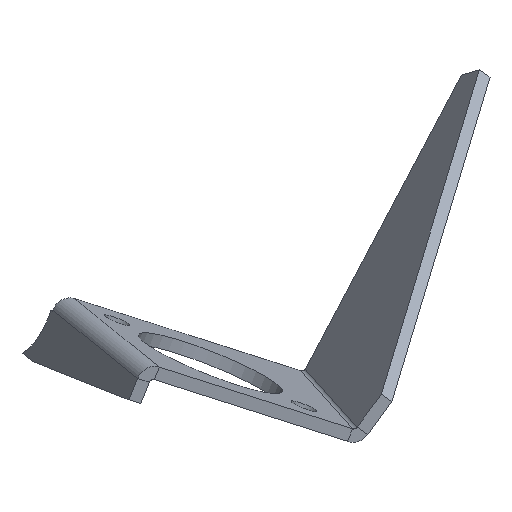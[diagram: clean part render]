
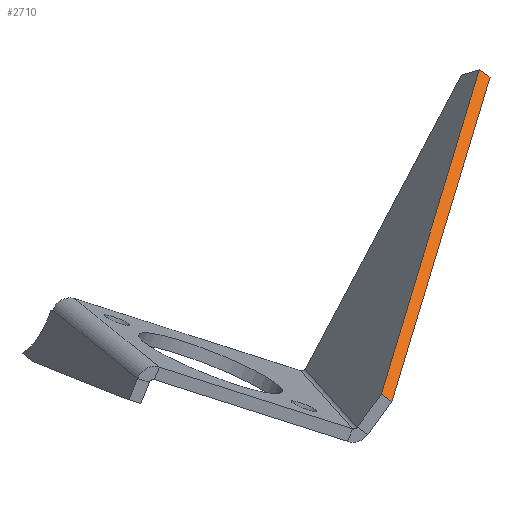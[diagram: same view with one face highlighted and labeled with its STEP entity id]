
A CAD part, isometric view. The second image highlights one B-rep face of the part: STEP entity #2710.
In plain terms, the highlighted planar face has unit normal (0.23, -0.602, 0.764).
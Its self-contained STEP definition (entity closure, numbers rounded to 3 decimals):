
#2223 = PLANE('',#2224);
#2224 = AXIS2_PLACEMENT_3D('',#2225,#2226,#2227);
#2225 = CARTESIAN_POINT('',(38.923,-17.432,
    -37.895));
#2226 = DIRECTION('',(0.509,-0.595,-0.622));
#2227 = DIRECTION('',(0.494,0.794,-0.354));
#2284 = VERTEX_POINT('',#2285);
#2285 = CARTESIAN_POINT('',(161.082,16.646,
    29.59));
#2299 = PLANE('',#2300);
#2300 = AXIS2_PLACEMENT_3D('',#2301,#2302,#2303);
#2301 = CARTESIAN_POINT('',(160.897,23.92,
    26.5));
#2302 = DIRECTION('',(0.848,0.225,0.479));
#2303 = DIRECTION('',(-0.145,-0.772,0.619));
#2311 = EDGE_CURVE('',#2312,#2284,#2314,.T.);
#2312 = VERTEX_POINT('',#2313);
#2313 = CARTESIAN_POINT('',(19.043,-74.52,
    0.434));
#2314 = SURFACE_CURVE('',#2315,(#2319,#2326),.PCURVE_S1.);
#2315 = LINE('',#2316,#2317);
#2316 = CARTESIAN_POINT('',(19.043,-74.52,
    0.434));
#2317 = VECTOR('',#2318,1.);
#2318 = DIRECTION('',(0.829,0.532,0.17));
#2319 = PCURVE('',#2223,#2320);
#2320 = DEFINITIONAL_REPRESENTATION('',(#2321),#2325);
#2321 = LINE('',#2322,#2323);
#2322 = CARTESIAN_POINT('',(-68.726,20.));
#2323 = VECTOR('',#2324,1.);
#2324 = DIRECTION('',(0.772,0.636));
#2325 = ( GEOMETRIC_REPRESENTATION_CONTEXT(2) 
PARAMETRIC_REPRESENTATION_CONTEXT() REPRESENTATION_CONTEXT('2D SPACE',''
  ) );
#2326 = PCURVE('',#2327,#2332);
#2327 = PLANE('',#2328);
#2328 = AXIS2_PLACEMENT_3D('',#2329,#2330,#2331);
#2329 = CARTESIAN_POINT('',(88.789,-27.45,
    16.566));
#2330 = DIRECTION('',(0.23,-0.602,0.764));
#2331 = DIRECTION('',(-0.829,-0.532,-0.17));
#2332 = DEFINITIONAL_REPRESENTATION('',(#2333),#2337);
#2333 = LINE('',#2334,#2335);
#2334 = CARTESIAN_POINT('',(85.639,2.5));
#2335 = VECTOR('',#2336,1.);
#2336 = DIRECTION('',(-1.,0.));
#2337 = ( GEOMETRIC_REPRESENTATION_CONTEXT(2) 
PARAMETRIC_REPRESENTATION_CONTEXT() REPRESENTATION_CONTEXT('2D SPACE',''
  ) );
#2353 = PLANE('',#2354);
#2354 = AXIS2_PLACEMENT_3D('',#2355,#2356,#2357);
#2355 = CARTESIAN_POINT('',(12.482,-72.082,-3.254
    ));
#2356 = DIRECTION('',(-0.494,-0.794,0.354));
#2357 = DIRECTION('',(-0.704,0.127,-0.698));
#2394 = VERTEX_POINT('',#2395);
#2395 = CARTESIAN_POINT('',(16.496,-71.546,
    3.543));
#2409 = PLANE('',#2410);
#2410 = AXIS2_PLACEMENT_3D('',#2411,#2412,#2413);
#2411 = CARTESIAN_POINT('',(36.375,-14.458,
    -34.786));
#2412 = DIRECTION('',(0.509,-0.595,-0.622));
#2413 = DIRECTION('',(0.494,0.794,-0.354));
#2421 = EDGE_CURVE('',#2394,#2312,#2422,.T.);
#2422 = SURFACE_CURVE('',#2423,(#2427,#2434),.PCURVE_S1.);
#2423 = LINE('',#2424,#2425);
#2424 = CARTESIAN_POINT('',(16.496,-71.546,
    3.543));
#2425 = VECTOR('',#2426,1.);
#2426 = DIRECTION('',(0.509,-0.595,-0.622));
#2427 = PCURVE('',#2353,#2428);
#2428 = DEFINITIONAL_REPRESENTATION('',(#2429),#2433);
#2429 = LINE('',#2430,#2431);
#2430 = CARTESIAN_POINT('',(-7.506,-2.5));
#2431 = VECTOR('',#2432,1.);
#2432 = DIRECTION('',(0.,1.));
#2433 = ( GEOMETRIC_REPRESENTATION_CONTEXT(2) 
PARAMETRIC_REPRESENTATION_CONTEXT() REPRESENTATION_CONTEXT('2D SPACE',''
  ) );
#2434 = PCURVE('',#2327,#2435);
#2435 = DEFINITIONAL_REPRESENTATION('',(#2436),#2440);
#2436 = LINE('',#2437,#2438);
#2437 = CARTESIAN_POINT('',(85.639,-2.5));
#2438 = VECTOR('',#2439,1.);
#2439 = DIRECTION('',(0.,1.));
#2440 = ( GEOMETRIC_REPRESENTATION_CONTEXT(2) 
PARAMETRIC_REPRESENTATION_CONTEXT() REPRESENTATION_CONTEXT('2D SPACE',''
  ) );
#2591 = VERTEX_POINT('',#2592);
#2592 = CARTESIAN_POINT('',(158.535,19.62,
    32.699));
#2613 = EDGE_CURVE('',#2591,#2394,#2614,.T.);
#2614 = SURFACE_CURVE('',#2615,(#2619,#2626),.PCURVE_S1.);
#2615 = LINE('',#2616,#2617);
#2616 = CARTESIAN_POINT('',(158.535,19.62,
    32.699));
#2617 = VECTOR('',#2618,1.);
#2618 = DIRECTION('',(-0.829,-0.532,-0.17));
#2619 = PCURVE('',#2409,#2620);
#2620 = DEFINITIONAL_REPRESENTATION('',(#2621),#2625);
#2621 = LINE('',#2622,#2623);
#2622 = CARTESIAN_POINT('',(63.506,128.862));
#2623 = VECTOR('',#2624,1.);
#2624 = DIRECTION('',(-0.772,-0.636));
#2625 = ( GEOMETRIC_REPRESENTATION_CONTEXT(2) 
PARAMETRIC_REPRESENTATION_CONTEXT() REPRESENTATION_CONTEXT('2D SPACE',''
  ) );
#2626 = PCURVE('',#2327,#2627);
#2627 = DEFINITIONAL_REPRESENTATION('',(#2628),#2632);
#2628 = LINE('',#2629,#2630);
#2629 = CARTESIAN_POINT('',(-85.639,-2.5));
#2630 = VECTOR('',#2631,1.);
#2631 = DIRECTION('',(1.,0.));
#2632 = ( GEOMETRIC_REPRESENTATION_CONTEXT(2) 
PARAMETRIC_REPRESENTATION_CONTEXT() REPRESENTATION_CONTEXT('2D SPACE',''
  ) );
#2688 = EDGE_CURVE('',#2591,#2284,#2689,.T.);
#2689 = SURFACE_CURVE('',#2690,(#2694,#2701),.PCURVE_S1.);
#2690 = LINE('',#2691,#2692);
#2691 = CARTESIAN_POINT('',(158.535,19.62,
    32.699));
#2692 = VECTOR('',#2693,1.);
#2693 = DIRECTION('',(0.509,-0.595,-0.622));
#2694 = PCURVE('',#2299,#2695);
#2695 = DEFINITIONAL_REPRESENTATION('',(#2696),#2700);
#2696 = LINE('',#2697,#2698);
#2697 = CARTESIAN_POINT('',(7.5,-2.5));
#2698 = VECTOR('',#2699,1.);
#2699 = DIRECTION('',(0.,1.));
#2700 = ( GEOMETRIC_REPRESENTATION_CONTEXT(2) 
PARAMETRIC_REPRESENTATION_CONTEXT() REPRESENTATION_CONTEXT('2D SPACE',''
  ) );
#2701 = PCURVE('',#2327,#2702);
#2702 = DEFINITIONAL_REPRESENTATION('',(#2703),#2707);
#2703 = LINE('',#2704,#2705);
#2704 = CARTESIAN_POINT('',(-85.639,-2.5));
#2705 = VECTOR('',#2706,1.);
#2706 = DIRECTION('',(0.,1.));
#2707 = ( GEOMETRIC_REPRESENTATION_CONTEXT(2) 
PARAMETRIC_REPRESENTATION_CONTEXT() REPRESENTATION_CONTEXT('2D SPACE',''
  ) );
#2710 = ADVANCED_FACE('',(#2711),#2327,.T.);
#2711 = FACE_BOUND('',#2712,.F.);
#2712 = EDGE_LOOP('',(#2713,#2714,#2715,#2716));
#2713 = ORIENTED_EDGE('',*,*,#2311,.F.);
#2714 = ORIENTED_EDGE('',*,*,#2421,.F.);
#2715 = ORIENTED_EDGE('',*,*,#2613,.F.);
#2716 = ORIENTED_EDGE('',*,*,#2688,.T.);
